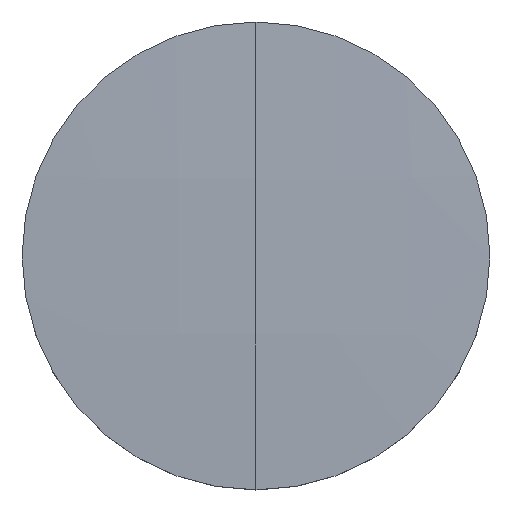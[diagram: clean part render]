
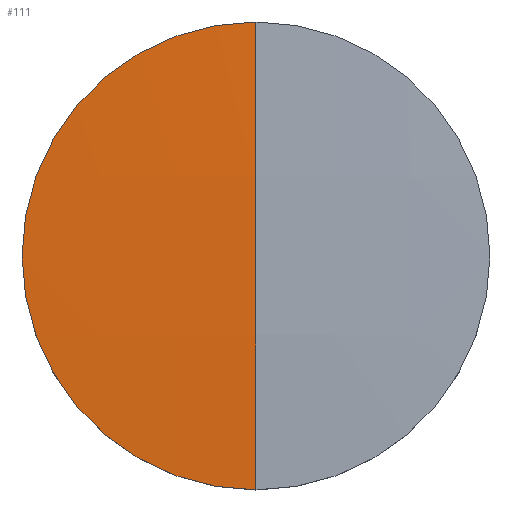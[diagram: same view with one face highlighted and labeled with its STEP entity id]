
A CAD part, top view. The second image highlights one B-rep face of the part: STEP entity #111.
In plain terms, the highlighted free-form (B-spline) face has degree [3, 3] with [4, 4] control points.
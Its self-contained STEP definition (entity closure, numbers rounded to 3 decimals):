
#10 = DIRECTION ( 'NONE',  ( 0., 0., -1. ) ) ;
#15 = CARTESIAN_POINT ( 'NONE',  ( -2.131, 2.143, 2.044 ) ) ;
#26 = ORIENTED_EDGE ( 'NONE', *, *, #211, .F. ) ;
#37 = AXIS2_PLACEMENT_3D ( 'NONE', #45, #230, #203 ) ;
#41 = CARTESIAN_POINT ( 'NONE',  ( -4.261, -2.143, 2.001 ) ) ;
#42 = CARTESIAN_POINT ( 'NONE',  ( -4.256, -6.426, 1.823 ) ) ;
#43 = CARTESIAN_POINT ( 'NONE',  ( -6.35, 0., 1.87 ) ) ;
#45 = CARTESIAN_POINT ( 'NONE',  ( 0., 0., 1.87 ) ) ;
#64 = CARTESIAN_POINT ( 'NONE',  ( -6.39, -2.143, 1.913 ) ) ;
#66 = CARTESIAN_POINT ( 'NONE',  ( -2.128, 6.426, 1.867 ) ) ;
#76 = EDGE_CURVE ( 'NONE', #97, #128, #212, .T. ) ;
#82 =( BOUNDED_SURFACE ( )  B_SPLINE_SURFACE ( 3, 3, ( 
 ( #140, #221, #42, #157 ),
 ( #245, #135, #41, #64 ),
 ( #199, #15, #93, #198 ),
 ( #158, #66, #247, #268 ) ),
 .UNSPECIFIED., .F., .F., .F. ) 
 B_SPLINE_SURFACE_WITH_KNOTS ( ( 4, 4 ),
 ( 4, 4 ),
 ( 0., 1. ),
 ( 0., 1. ),
 .UNSPECIFIED. ) 
 GEOMETRIC_REPRESENTATION_ITEM ( )  RATIONAL_B_SPLINE_SURFACE ( (
 ( 1., 1., 1., 1.),
 ( 0.999, 0.999, 0.999, 0.999),
 ( 0.999, 0.999, 0.999, 0.999),
 ( 1., 1., 1., 1.) ) ) 
 REPRESENTATION_ITEM ( '' )  SURFACE ( )  );
#91 = EDGE_LOOP ( 'NONE', ( #156, #197, #26 ) ) ;
#93 = CARTESIAN_POINT ( 'NONE',  ( -4.261, 2.143, 2.001 ) ) ;
#97 = VERTEX_POINT ( 'NONE', #265 ) ;
#98 = DIRECTION ( 'NONE',  ( 0., -1., 0. ) ) ;
#111 = ADVANCED_FACE ( 'NONE', ( #136 ), #82, .T. ) ;
#128 = VERTEX_POINT ( 'NONE', #182 ) ;
#135 = CARTESIAN_POINT ( 'NONE',  ( -2.131, -2.143, 2.044 ) ) ;
#136 = FACE_OUTER_BOUND ( 'NONE', #91, .T. ) ;
#140 = CARTESIAN_POINT ( 'NONE',  ( 0., -6.426, 1.867 ) ) ;
#146 = CIRCLE ( 'NONE', #240, 6.35 ) ;
#156 = ORIENTED_EDGE ( 'NONE', *, *, #285, .F. ) ;
#157 = CARTESIAN_POINT ( 'NONE',  ( -6.383, -6.426, 1.736 ) ) ;
#158 = CARTESIAN_POINT ( 'NONE',  ( 0., 6.426, 1.867 ) ) ;
#176 = DIRECTION ( 'NONE',  ( -1., 0., 0. ) ) ;
#181 = CARTESIAN_POINT ( 'NONE',  ( 0., 0., -153.3 ) ) ;
#182 = CARTESIAN_POINT ( 'NONE',  ( 0., 6.35, 1.87 ) ) ;
#197 = ORIENTED_EDGE ( 'NONE', *, *, #76, .T. ) ;
#198 = CARTESIAN_POINT ( 'NONE',  ( -6.39, 2.143, 1.913 ) ) ;
#199 = CARTESIAN_POINT ( 'NONE',  ( 0., 2.143, 2.044 ) ) ;
#203 = DIRECTION ( 'NONE',  ( 1., 0., 0. ) ) ;
#211 = EDGE_CURVE ( 'NONE', #229, #128, #274, .T. ) ;
#212 = CIRCLE ( 'NONE', #231, 155.3 ) ;
#220 = DIRECTION ( 'NONE',  ( 1., 0., 0. ) ) ;
#221 = CARTESIAN_POINT ( 'NONE',  ( -2.128, -6.426, 1.867 ) ) ;
#229 = VERTEX_POINT ( 'NONE', #43 ) ;
#230 = DIRECTION ( 'NONE',  ( 0., 0., -1. ) ) ;
#231 = AXIS2_PLACEMENT_3D ( 'NONE', #181, #176, #98 ) ;
#240 = AXIS2_PLACEMENT_3D ( 'NONE', #243, #10, #220 ) ;
#243 = CARTESIAN_POINT ( 'NONE',  ( 0., 0., 1.87 ) ) ;
#245 = CARTESIAN_POINT ( 'NONE',  ( 0., -2.143, 2.044 ) ) ;
#247 = CARTESIAN_POINT ( 'NONE',  ( -4.256, 6.426, 1.823 ) ) ;
#265 = CARTESIAN_POINT ( 'NONE',  ( 0., -6.35, 1.87 ) ) ;
#268 = CARTESIAN_POINT ( 'NONE',  ( -6.383, 6.426, 1.736 ) ) ;
#274 = CIRCLE ( 'NONE', #37, 6.35 ) ;
#285 = EDGE_CURVE ( 'NONE', #97, #229, #146, .T. ) ;
